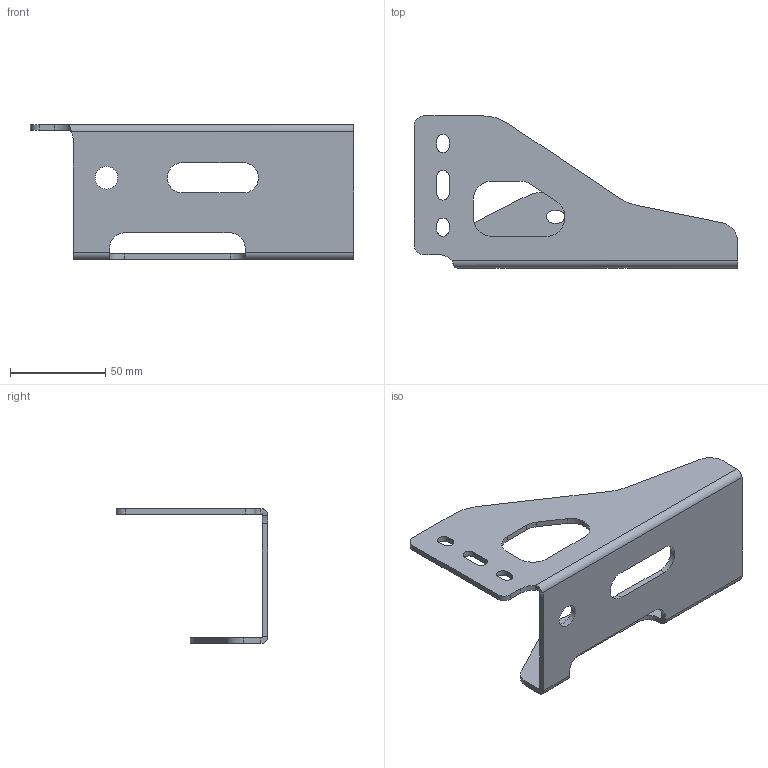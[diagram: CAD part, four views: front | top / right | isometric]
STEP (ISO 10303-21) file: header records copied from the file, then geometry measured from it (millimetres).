
FILE_DESCRIPTION((' '),'2;1');
FILE_NAME( '10 20 457 (Stiffening Closure - Cable Carrier).stp', '2025-03-20T16:24:42', (' '), ('--- ---'), ' V2025.1 Dec 16 2024', ' 2025 (c)', ' ');
FILE_SCHEMA(('AP242_MANAGED_MODEL_BASED_3D_ENGINEERING_MIM_LF { 1 0 10303 442 1 1 4 }'));
Length unit declared in the file: millimetre
Products named in the file (1): 10 20 457 (Stiffening Closure - Cable Carrier)
Bounding box: 170 x 79.95 x 71 mm (x, y, z)
Volume: 56731.5 mm3; surface area: 41475.1 mm2
Topology: 1 solids, 1 shells, 83 faces, 225 edges, 142 vertices
Faces by surface type: plane 45, cylinder 37, bspline 1
Full cylindrical faces by diameter (mm): 12 x1
Entity records: 2927 total; most frequent: CARTESIAN_POINT 645, DIRECTION 476, ORIENTED_EDGE 448, EDGE_CURVE 224, AXIS2_PLACEMENT_3D 163, VECTOR 150, LINE 150, VERTEX_POINT 142
